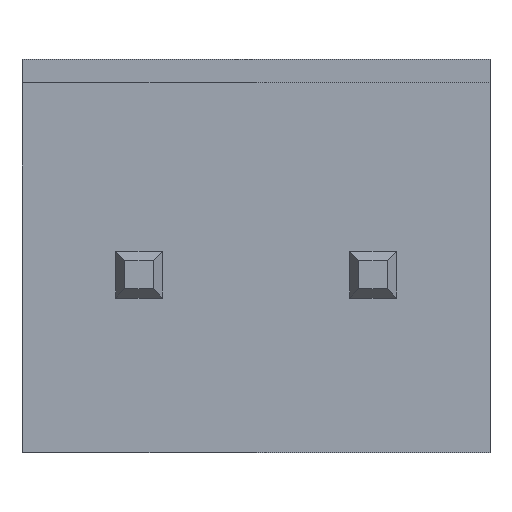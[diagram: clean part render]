
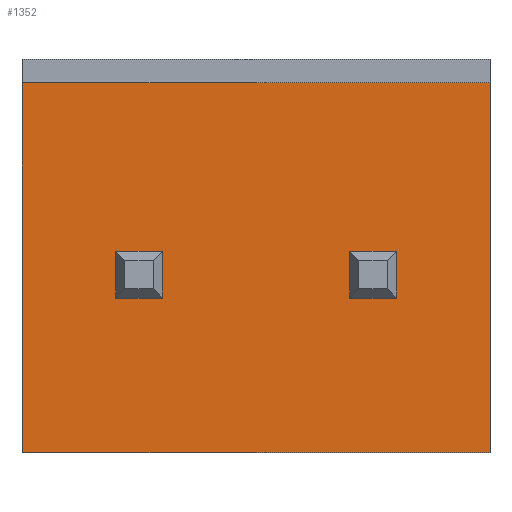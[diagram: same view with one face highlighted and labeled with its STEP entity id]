
A CAD part, front view. The second image highlights one B-rep face of the part: STEP entity #1352.
In plain terms, the highlighted planar face has unit normal (0, -1, 0).
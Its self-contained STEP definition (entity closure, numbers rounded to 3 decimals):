
#1 = ORIENTED_EDGE ( 'NONE', *, *, #645, .T. ) ;
#16 = EDGE_CURVE ( 'NONE', #714, #2143, #1817, .T. ) ;
#17 = DIRECTION ( 'NONE',  ( 0., 0., 1. ) ) ;
#40 = EDGE_LOOP ( 'NONE', ( #1542, #993, #806, #1516 ) ) ;
#63 = VECTOR ( 'NONE', #425, 1000. ) ;
#71 = FACE_OUTER_BOUND ( 'NONE', #40, .T. ) ;
#79 = VERTEX_POINT ( 'NONE', #2104 ) ;
#98 = ORIENTED_EDGE ( 'NONE', *, *, #1317, .T. ) ;
#106 = CARTESIAN_POINT ( 'NONE',  ( 2., 0., -4.2 ) ) ;
#154 = CARTESIAN_POINT ( 'NONE',  ( 2., 0., -0.9 ) ) ;
#167 = EDGE_CURVE ( 'NONE', #1289, #714, #1396, .T. ) ;
#172 = CARTESIAN_POINT ( 'NONE',  ( -3., 0., -4.2 ) ) ;
#183 = ORIENTED_EDGE ( 'NONE', *, *, #190, .T. ) ;
#190 = EDGE_CURVE ( 'NONE', #1894, #614, #838, .T. ) ;
#230 = ORIENTED_EDGE ( 'NONE', *, *, #2135, .T. ) ;
#234 = CARTESIAN_POINT ( 'NONE',  ( -5., 0., -4.2 ) ) ;
#347 = CARTESIAN_POINT ( 'NONE',  ( 5., 0., 0.1 ) ) ;
#360 = LINE ( 'NONE', #1715, #1244 ) ;
#425 = DIRECTION ( 'NONE',  ( 0., 0., -1. ) ) ;
#515 = CARTESIAN_POINT ( 'NONE',  ( 5., 0., -0.9 ) ) ;
#522 = DIRECTION ( 'NONE',  ( 1., 0., 0. ) ) ;
#541 = ORIENTED_EDGE ( 'NONE', *, *, #1114, .T. ) ;
#551 = CARTESIAN_POINT ( 'NONE',  ( -2., 0., -0.9 ) ) ;
#564 = LINE ( 'NONE', #1258, #63 ) ;
#565 = DIRECTION ( 'NONE',  ( 0., 0., 1. ) ) ;
#572 = VECTOR ( 'NONE', #17, 1000. ) ;
#577 = CARTESIAN_POINT ( 'NONE',  ( 3., 0., -0.9 ) ) ;
#593 = VERTEX_POINT ( 'NONE', #577 ) ;
#594 = EDGE_LOOP ( 'NONE', ( #1856, #659, #98, #1 ) ) ;
#614 = VERTEX_POINT ( 'NONE', #894 ) ;
#621 = VECTOR ( 'NONE', #1298, 1000. ) ;
#645 = EDGE_CURVE ( 'NONE', #1208, #1752, #1426, .T. ) ;
#646 = CARTESIAN_POINT ( 'NONE',  ( 2., 0., 0.1 ) ) ;
#653 = EDGE_CURVE ( 'NONE', #2092, #593, #564, .T. ) ;
#659 = ORIENTED_EDGE ( 'NONE', *, *, #653, .T. ) ;
#663 = CARTESIAN_POINT ( 'NONE',  ( 5., 0., 0.1 ) ) ;
#675 = CARTESIAN_POINT ( 'NONE',  ( 5., 0., -4.2 ) ) ;
#686 = CARTESIAN_POINT ( 'NONE',  ( -2., 0., -4.2 ) ) ;
#693 = CARTESIAN_POINT ( 'NONE',  ( -5., 0., 3.7 ) ) ;
#703 = DIRECTION ( 'NONE',  ( 0., -1., 0. ) ) ;
#714 = VERTEX_POINT ( 'NONE', #234 ) ;
#715 = FACE_BOUND ( 'NONE', #1041, .T. ) ;
#728 = EDGE_CURVE ( 'NONE', #79, #1289, #360, .T. ) ;
#779 = DIRECTION ( 'NONE',  ( -1., 0., 0. ) ) ;
#792 = CARTESIAN_POINT ( 'NONE',  ( -5., 0., 4.2 ) ) ;
#806 = ORIENTED_EDGE ( 'NONE', *, *, #167, .F. ) ;
#819 = DIRECTION ( 'NONE',  ( 1., 0., 0. ) ) ;
#838 = LINE ( 'NONE', #849, #1133 ) ;
#849 = CARTESIAN_POINT ( 'NONE',  ( 5., 0., -0.9 ) ) ;
#894 = CARTESIAN_POINT ( 'NONE',  ( -3., 0., -0.9 ) ) ;
#923 = DIRECTION ( 'NONE',  ( 0., 0., 1. ) ) ;
#993 = ORIENTED_EDGE ( 'NONE', *, *, #16, .F. ) ;
#1036 = DIRECTION ( 'NONE',  ( 0., 0., -1. ) ) ;
#1041 = EDGE_LOOP ( 'NONE', ( #230, #1732, #183, #541 ) ) ;
#1062 = VECTOR ( 'NONE', #1836, 1000. ) ;
#1077 = EDGE_CURVE ( 'NONE', #1515, #1894, #1656, .T. ) ;
#1079 = VECTOR ( 'NONE', #923, 1000. ) ;
#1104 = LINE ( 'NONE', #347, #1508 ) ;
#1114 = EDGE_CURVE ( 'NONE', #614, #1175, #1608, .T. ) ;
#1133 = VECTOR ( 'NONE', #779, 1000. ) ;
#1175 = VERTEX_POINT ( 'NONE', #1851 ) ;
#1208 = VERTEX_POINT ( 'NONE', #154 ) ;
#1244 = VECTOR ( 'NONE', #1036, 1000. ) ;
#1258 = CARTESIAN_POINT ( 'NONE',  ( 3., 0., -4.2 ) ) ;
#1289 = VERTEX_POINT ( 'NONE', #675 ) ;
#1298 = DIRECTION ( 'NONE',  ( -1., 0., 0. ) ) ;
#1299 = VECTOR ( 'NONE', #819, 1000. ) ;
#1317 = EDGE_CURVE ( 'NONE', #593, #1208, #1572, .T. ) ;
#1333 = FACE_BOUND ( 'NONE', #594, .T. ) ;
#1345 = DIRECTION ( 'NONE',  ( 0., 0., -1. ) ) ;
#1352 = ADVANCED_FACE ( 'NONE', ( #71, #715, #1333 ), #1677, .T. ) ;
#1396 = LINE ( 'NONE', #1681, #621 ) ;
#1402 = CARTESIAN_POINT ( 'NONE',  ( -2., 0., 0.1 ) ) ;
#1426 = LINE ( 'NONE', #106, #1079 ) ;
#1501 = VECTOR ( 'NONE', #1345, 1000. ) ;
#1502 = CARTESIAN_POINT ( 'NONE',  ( 3., 0., 0.1 ) ) ;
#1508 = VECTOR ( 'NONE', #522, 1000. ) ;
#1515 = VERTEX_POINT ( 'NONE', #1402 ) ;
#1516 = ORIENTED_EDGE ( 'NONE', *, *, #728, .F. ) ;
#1542 = ORIENTED_EDGE ( 'NONE', *, *, #2106, .F. ) ;
#1566 = LINE ( 'NONE', #663, #1299 ) ;
#1572 = LINE ( 'NONE', #515, #1062 ) ;
#1591 = VECTOR ( 'NONE', #1832, 1000. ) ;
#1608 = LINE ( 'NONE', #172, #1610 ) ;
#1610 = VECTOR ( 'NONE', #565, 1000. ) ;
#1656 = LINE ( 'NONE', #686, #1501 ) ;
#1672 = CARTESIAN_POINT ( 'NONE',  ( -5., 0., 3.7 ) ) ;
#1677 = PLANE ( 'NONE',  #1911 ) ;
#1681 = CARTESIAN_POINT ( 'NONE',  ( -5., 0., -4.2 ) ) ;
#1696 = CARTESIAN_POINT ( 'NONE',  ( 5., 0., -4.2 ) ) ;
#1715 = CARTESIAN_POINT ( 'NONE',  ( 5., 0., 4.2 ) ) ;
#1732 = ORIENTED_EDGE ( 'NONE', *, *, #1077, .T. ) ;
#1752 = VERTEX_POINT ( 'NONE', #646 ) ;
#1795 = EDGE_CURVE ( 'NONE', #1752, #2092, #1566, .T. ) ;
#1817 = LINE ( 'NONE', #792, #572 ) ;
#1832 = DIRECTION ( 'NONE',  ( 1., 0., 0. ) ) ;
#1836 = DIRECTION ( 'NONE',  ( -1., 0., 0. ) ) ;
#1851 = CARTESIAN_POINT ( 'NONE',  ( -3., 0., 0.1 ) ) ;
#1856 = ORIENTED_EDGE ( 'NONE', *, *, #1795, .T. ) ;
#1859 = DIRECTION ( 'NONE',  ( 0., 0., -1. ) ) ;
#1894 = VERTEX_POINT ( 'NONE', #551 ) ;
#1911 = AXIS2_PLACEMENT_3D ( 'NONE', #1696, #703, #1859 ) ;
#2064 = LINE ( 'NONE', #1672, #1591 ) ;
#2092 = VERTEX_POINT ( 'NONE', #1502 ) ;
#2104 = CARTESIAN_POINT ( 'NONE',  ( 5., 0., 3.7 ) ) ;
#2106 = EDGE_CURVE ( 'NONE', #2143, #79, #2064, .T. ) ;
#2135 = EDGE_CURVE ( 'NONE', #1175, #1515, #1104, .T. ) ;
#2143 = VERTEX_POINT ( 'NONE', #693 ) ;
